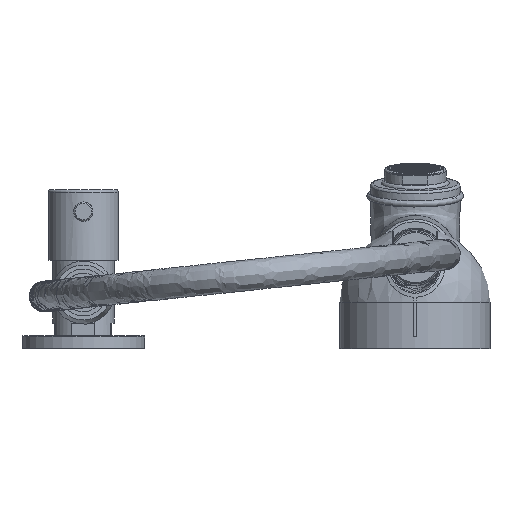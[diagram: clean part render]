
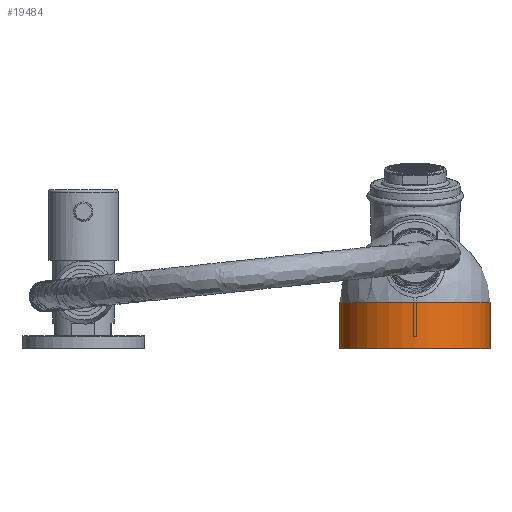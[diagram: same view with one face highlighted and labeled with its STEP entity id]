
A CAD part, front view. The second image highlights one B-rep face of the part: STEP entity #19484.
In plain terms, the highlighted cylindrical face has radius 29.25 mm (diameter 58.5 mm), a full revolution.
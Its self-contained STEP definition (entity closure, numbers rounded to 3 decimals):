
#1069 = VERTEX_POINT ( 'NONE', #20345 ) ;
#1476 = CARTESIAN_POINT ( 'NONE',  ( 99.895, -24., 19.5 ) ) ;
#1694 = VERTEX_POINT ( 'NONE', #1476 ) ;
#2048 = EDGE_CURVE ( 'NONE', #1069, #1069, #19789, .T. ) ;
#2769 = FACE_OUTER_BOUND ( 'NONE', #3171, .T. ) ;
#2926 = EDGE_CURVE ( 'NONE', #1694, #1694, #15385, .T. ) ;
#3171 = EDGE_LOOP ( 'NONE', ( #10025 ) ) ;
#4257 = FACE_OUTER_BOUND ( 'NONE', #6887, .T. ) ;
#4610 = DIRECTION ( 'NONE',  ( -1., 0., 0. ) ) ;
#5301 = AXIS2_PLACEMENT_3D ( 'NONE', #14547, #14653, #8033 ) ;
#6887 = EDGE_LOOP ( 'NONE', ( #18099 ) ) ;
#7407 = AXIS2_PLACEMENT_3D ( 'NONE', #15720, #15618, #17007 ) ;
#8033 = DIRECTION ( 'NONE',  ( -1., 0., 0. ) ) ;
#10025 = ORIENTED_EDGE ( 'NONE', *, *, #2926, .T. ) ;
#10351 = CARTESIAN_POINT ( 'NONE',  ( 129.145, -24., 37.5 ) ) ;
#10680 = CYLINDRICAL_SURFACE ( 'NONE', #7407, 29.25 ) ;
#13616 = DIRECTION ( 'NONE',  ( 0., 0., 1. ) ) ;
#14547 = CARTESIAN_POINT ( 'NONE',  ( 129.145, -24., 19.5 ) ) ;
#14653 = DIRECTION ( 'NONE',  ( 0., 0., 1. ) ) ;
#15385 = CIRCLE ( 'NONE', #5301, 29.25 ) ;
#15417 = AXIS2_PLACEMENT_3D ( 'NONE', #10351, #13616, #4610 ) ;
#15618 = DIRECTION ( 'NONE',  ( 0., 0., 1. ) ) ;
#15720 = CARTESIAN_POINT ( 'NONE',  ( 129.145, -24., 19.5 ) ) ;
#17007 = DIRECTION ( 'NONE',  ( -1., 0., 0. ) ) ;
#18099 = ORIENTED_EDGE ( 'NONE', *, *, #2048, .F. ) ;
#19484 = ADVANCED_FACE ( 'NONE', ( #2769, #4257 ), #10680, .T. ) ;
#19789 = CIRCLE ( 'NONE', #15417, 29.25 ) ;
#20345 = CARTESIAN_POINT ( 'NONE',  ( 99.895, -24., 37.5 ) ) ;
